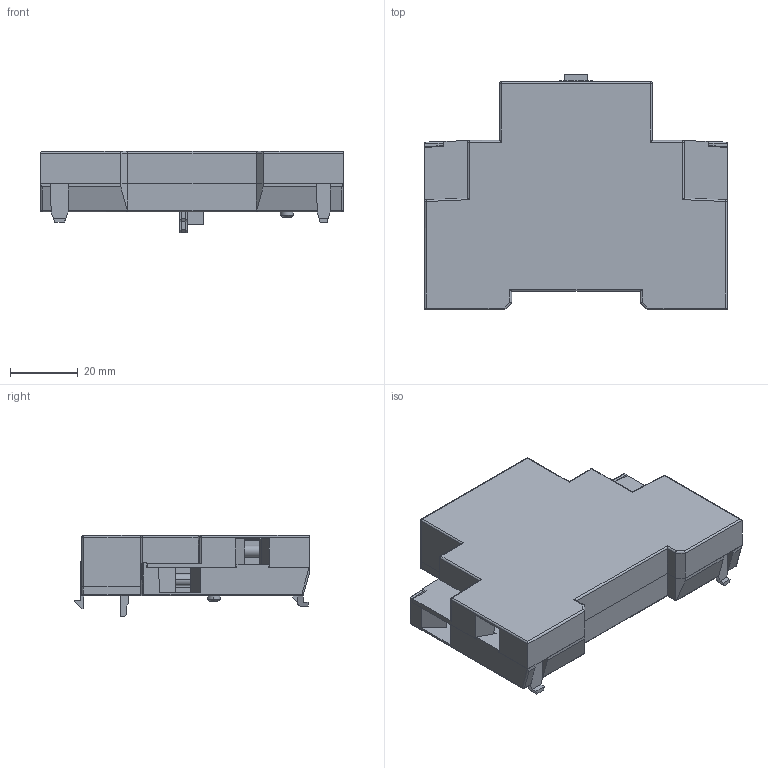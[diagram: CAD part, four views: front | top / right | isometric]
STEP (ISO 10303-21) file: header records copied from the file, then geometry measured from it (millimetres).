
FILE_DESCRIPTION (( 'STEP AP203' ), '1' );
FILE_NAME ('SRMPD59.step', '2020-08-11T10:18:26', ( '' ), ( '' ), 'SwSTEP 2.0', 'SolidWorks 2019', '' );
FILE_SCHEMA (( 'CONFIG_CONTROL_DESIGN' ));
Length unit declared in the file: inch
Products named in the file (1): SRMPD59
Bounding box: 89.4 x 69.6 x 24 mm (x, y, z)
Volume: 121962.3 mm3; surface area: 38742.9 mm2
Topology: 8 solids, 8 shells, 1224 faces, 3264 edges, 2102 vertices
Faces by surface type: plane 875, cylinder 158, cone 92, bspline 91, sphere 8
Entity records: 40909 total; most frequent: CARTESIAN_POINT 11311, ORIENTED_EDGE 6500, DIRECTION 5533, EDGE_CURVE 3250, LINE 2467, VECTOR 2467, VERTEX_POINT 2095, AXIS2_PLACEMENT_3D 1533
